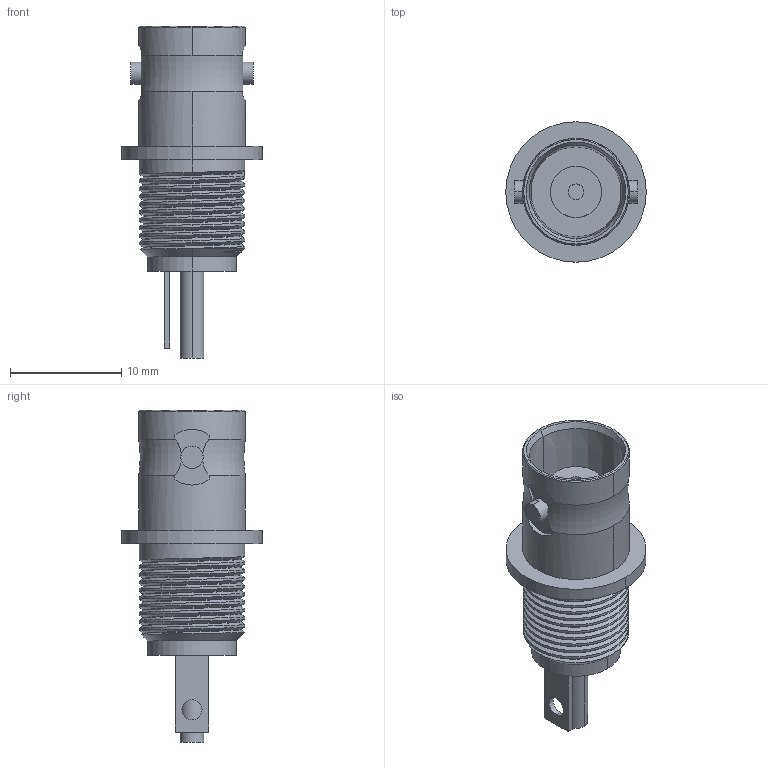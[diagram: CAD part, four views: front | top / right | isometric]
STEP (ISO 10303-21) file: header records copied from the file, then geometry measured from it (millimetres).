
FILE_DESCRIPTION((''),'2;1');
FILE_NAME('C-1-1337452-0','2016-02-15T',('workeradm'),('Tyco Electronics Ltd.'),'CREO PARAMETRIC BY PTC INC, 2015200','CREO PARAMETRIC BY PTC INC, 2015200','');
FILE_SCHEMA(('AUTOMOTIVE_DESIGN { 1 0 10303 214 1 1 1 1 }'));
Length unit declared in the file: millimetre
Products named in the file (1): C-1-1337452-0
Bounding box: 12.6 x 12.6 x 29.8 mm (x, y, z)
Volume: 1229.1 mm3; surface area: 1412.1 mm2
Topology: 1 solids, 1 shells, 101 faces, 263 edges, 172 vertices
Faces by surface type: cylinder 53, plane 29, bspline 9, cone 8, torus 2
Entity records: 10533 total; most frequent: CARTESIAN_POINT 8121, ORIENTED_EDGE 526, DIRECTION 439, EDGE_CURVE 263, VERTEX_POINT 172, AXIS2_PLACEMENT_3D 164, VECTOR 111, LINE 111
